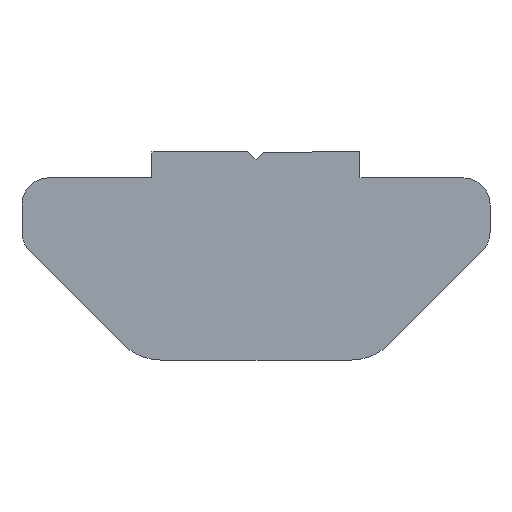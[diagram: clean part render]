
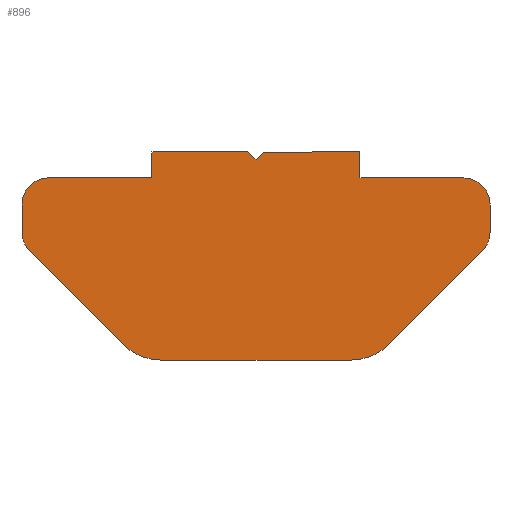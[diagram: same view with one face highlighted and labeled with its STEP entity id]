
A CAD part, front view. The second image highlights one B-rep face of the part: STEP entity #896.
In plain terms, the highlighted planar face has unit normal (0, -1, 0).
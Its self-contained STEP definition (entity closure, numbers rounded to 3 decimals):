
#17=CARTESIAN_POINT('',(-8.,-10.0,7.));
#18=VERTEX_POINT('',#17);
#25=CARTESIAN_POINT('',(-4.,-10.0,7.));
#26=VERTEX_POINT('',#25);
#27=CARTESIAN_POINT('',(-4.,-10.0,7.));
#28=DIRECTION('',(-1.0,0.0,0.0));
#29=VECTOR('',#28,4.);
#30=LINE('',#27,#29);
#31=EDGE_CURVE('',#26,#18,#30,.T.);
#56=CARTESIAN_POINT('',(-9.,-10.0,6.));
#57=VERTEX_POINT('',#56);
#64=CARTESIAN_POINT('',(-8.,-10.0,6.));
#65=DIRECTION('',(0.0,-1.0,0.));
#66=DIRECTION('',(1.0,0.0,0.0));
#67=AXIS2_PLACEMENT_3D('',#64,#65,#66);
#68=CIRCLE('',#67,1.);
#69=EDGE_CURVE('',#18,#57,#68,.T.);
#88=CARTESIAN_POINT('',(-9.,-10.0,4.914));
#89=VERTEX_POINT('',#88);
#96=CARTESIAN_POINT('',(-9.,-10.0,6.));
#97=DIRECTION('',(0.0,0.0,-1.0));
#98=VECTOR('',#97,1.086);
#99=LINE('',#96,#98);
#100=EDGE_CURVE('',#57,#89,#99,.T.);
#120=CARTESIAN_POINT('',(-8.707,-10.0,4.207));
#121=VERTEX_POINT('',#120);
#128=CARTESIAN_POINT('',(-8.,-10.0,4.914));
#129=DIRECTION('',(0.0,-1.0,0.));
#130=DIRECTION('',(1.0,0.0,0.0));
#131=AXIS2_PLACEMENT_3D('',#128,#129,#130);
#132=CIRCLE('',#131,1.);
#133=EDGE_CURVE('',#89,#121,#132,.T.);
#152=CARTESIAN_POINT('',(-5.086,-10.0,0.586));
#153=VERTEX_POINT('',#152);
#160=CARTESIAN_POINT('',(-8.707,-10.0,4.207));
#161=DIRECTION('',(0.707,0.0,-0.707));
#162=VECTOR('',#161,5.121);
#163=LINE('',#160,#162);
#164=EDGE_CURVE('',#121,#153,#163,.T.);
#184=CARTESIAN_POINT('',(-3.672,-10.0,0.));
#185=VERTEX_POINT('',#184);
#192=CARTESIAN_POINT('',(-3.672,-10.0,2.));
#193=DIRECTION('',(0.0,-1.0,0.));
#194=DIRECTION('',(1.0,0.0,0.0));
#195=AXIS2_PLACEMENT_3D('',#192,#193,#194);
#196=CIRCLE('',#195,2.);
#197=EDGE_CURVE('',#153,#185,#196,.T.);
#216=CARTESIAN_POINT('',(3.672,-10.0,0.));
#217=VERTEX_POINT('',#216);
#224=CARTESIAN_POINT('',(-3.672,-10.0,0.));
#225=DIRECTION('',(1.0,0.0,0.0));
#226=VECTOR('',#225,7.343);
#227=LINE('',#224,#226);
#228=EDGE_CURVE('',#185,#217,#227,.T.);
#288=CARTESIAN_POINT('',(5.086,-10.0,0.586));
#289=VERTEX_POINT('',#288);
#296=CARTESIAN_POINT('',(3.672,-10.0,2.));
#297=DIRECTION('',(0.0,-1.0,0.));
#298=DIRECTION('',(1.0,0.0,0.0));
#299=AXIS2_PLACEMENT_3D('',#296,#297,#298);
#300=CIRCLE('',#299,2.);
#301=EDGE_CURVE('',#217,#289,#300,.T.);
#320=CARTESIAN_POINT('',(8.707,-10.0,4.207));
#321=VERTEX_POINT('',#320);
#328=CARTESIAN_POINT('',(5.086,-10.0,0.586));
#329=DIRECTION('',(0.707,0.0,0.707));
#330=VECTOR('',#329,5.121);
#331=LINE('',#328,#330);
#332=EDGE_CURVE('',#289,#321,#331,.T.);
#352=CARTESIAN_POINT('',(9.,-10.0,4.914));
#353=VERTEX_POINT('',#352);
#360=CARTESIAN_POINT('',(8.,-10.0,4.914));
#361=DIRECTION('',(0.0,-1.0,0.));
#362=DIRECTION('',(1.0,0.0,0.0));
#363=AXIS2_PLACEMENT_3D('',#360,#361,#362);
#364=CIRCLE('',#363,1.);
#365=EDGE_CURVE('',#321,#353,#364,.T.);
#384=CARTESIAN_POINT('',(9.,-10.0,6.));
#385=VERTEX_POINT('',#384);
#392=CARTESIAN_POINT('',(9.,-10.0,4.914));
#393=DIRECTION('',(0.0,0.0,1.0));
#394=VECTOR('',#393,1.086);
#395=LINE('',#392,#394);
#396=EDGE_CURVE('',#353,#385,#395,.T.);
#416=CARTESIAN_POINT('',(8.,-10.0,7.));
#417=VERTEX_POINT('',#416);
#424=CARTESIAN_POINT('',(8.,-10.0,6.));
#425=DIRECTION('',(0.0,-1.0,0.));
#426=DIRECTION('',(1.0,0.0,0.0));
#427=AXIS2_PLACEMENT_3D('',#424,#425,#426);
#428=CIRCLE('',#427,1.);
#429=EDGE_CURVE('',#385,#417,#428,.T.);
#448=CARTESIAN_POINT('',(4.,-10.0,7.));
#449=VERTEX_POINT('',#448);
#456=CARTESIAN_POINT('',(8.,-10.0,7.));
#457=DIRECTION('',(-1.0,0.0,0.0));
#458=VECTOR('',#457,4.);
#459=LINE('',#456,#458);
#460=EDGE_CURVE('',#417,#449,#459,.T.);
#479=CARTESIAN_POINT('',(4.,-10.0,8.));
#480=VERTEX_POINT('',#479);
#487=CARTESIAN_POINT('',(4.,-10.0,7.));
#488=DIRECTION('',(0.0,0.0,1.0));
#489=VECTOR('',#488,1.);
#490=LINE('',#487,#489);
#491=EDGE_CURVE('',#449,#480,#490,.T.);
#562=CARTESIAN_POINT('',(0.328,-10.0,8.));
#563=VERTEX_POINT('',#562);
#570=CARTESIAN_POINT('',(4.,-10.0,8.));
#571=DIRECTION('',(-1.0,0.0,0.));
#572=VECTOR('',#571,3.672);
#573=LINE('',#570,#572);
#574=EDGE_CURVE('',#480,#563,#573,.T.);
#660=CARTESIAN_POINT('',(0.,-10.0,7.726));
#661=VERTEX_POINT('',#660);
#668=CARTESIAN_POINT('',(0.328,-10.0,8.));
#669=DIRECTION('',(-0.767,0.0,-0.641));
#670=VECTOR('',#669,0.428);
#671=LINE('',#668,#670);
#672=EDGE_CURVE('',#563,#661,#671,.T.);
#757=CARTESIAN_POINT('',(-0.343,-10.0,8.));
#758=VERTEX_POINT('',#757);
#765=CARTESIAN_POINT('',(0.,-10.0,7.726));
#766=DIRECTION('',(-0.781,0.0,0.624));
#767=VECTOR('',#766,0.439);
#768=LINE('',#765,#767);
#769=EDGE_CURVE('',#661,#758,#768,.T.);
#787=CARTESIAN_POINT('',(-4.,-10.0,8.));
#788=VERTEX_POINT('',#787);
#795=CARTESIAN_POINT('',(-0.343,-10.0,8.));
#796=DIRECTION('',(-1.0,0.0,0.0));
#797=VECTOR('',#796,3.657);
#798=LINE('',#795,#797);
#799=EDGE_CURVE('',#758,#788,#798,.T.);
#833=CARTESIAN_POINT('',(-4.,-10.0,8.));
#834=DIRECTION('',(0.0,0.0,-1.0));
#835=VECTOR('',#834,1.);
#836=LINE('',#833,#835);
#837=EDGE_CURVE('',#788,#26,#836,.T.);
#870=CARTESIAN_POINT('',(-10.8,-10.0,-0.8));
#871=DIRECTION('',(0.0,-1.0,0.0));
#872=DIRECTION('',(1.0,0.0,0.0));
#873=AXIS2_PLACEMENT_3D('',#870,#871,#872);
#874=PLANE('',#873);
#875=ORIENTED_EDGE('',*,*,#31,.T.);
#876=ORIENTED_EDGE('',*,*,#69,.T.);
#877=ORIENTED_EDGE('',*,*,#100,.T.);
#878=ORIENTED_EDGE('',*,*,#133,.T.);
#879=ORIENTED_EDGE('',*,*,#164,.T.);
#880=ORIENTED_EDGE('',*,*,#197,.T.);
#881=ORIENTED_EDGE('',*,*,#228,.T.);
#882=ORIENTED_EDGE('',*,*,#301,.T.);
#883=ORIENTED_EDGE('',*,*,#332,.T.);
#884=ORIENTED_EDGE('',*,*,#365,.T.);
#885=ORIENTED_EDGE('',*,*,#396,.T.);
#886=ORIENTED_EDGE('',*,*,#429,.T.);
#887=ORIENTED_EDGE('',*,*,#460,.T.);
#888=ORIENTED_EDGE('',*,*,#491,.T.);
#889=ORIENTED_EDGE('',*,*,#574,.T.);
#890=ORIENTED_EDGE('',*,*,#672,.T.);
#891=ORIENTED_EDGE('',*,*,#769,.T.);
#892=ORIENTED_EDGE('',*,*,#799,.T.);
#893=ORIENTED_EDGE('',*,*,#837,.T.);
#894=EDGE_LOOP('',(#875,#876,#877,#878,#879,#880,#881,#882,#883,#884,#885,#886,#887,#888,#889,#890,#891,#892,#893));
#895=FACE_OUTER_BOUND('',#894,.T.);
#896=ADVANCED_FACE('',(#895),#874,.T.);
